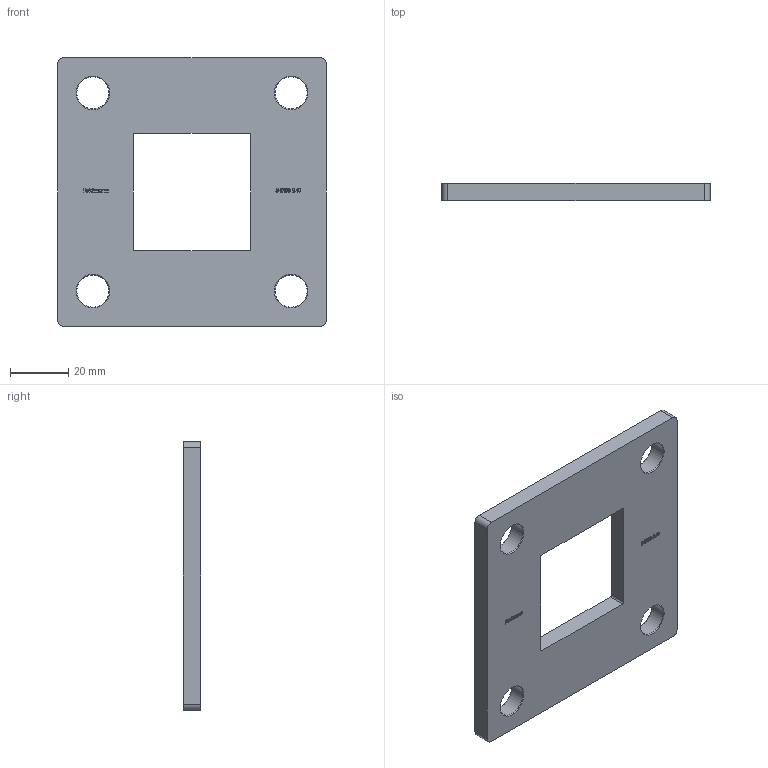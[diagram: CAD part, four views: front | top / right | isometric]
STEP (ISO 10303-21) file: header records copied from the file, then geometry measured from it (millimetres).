
FILE_DESCRIPTION (( 'STEP AP203' ), '1' );
FILE_NAME ('54208-240.step', '2024-04-30T09:57:35', ( '' ), ( '' ), 'SwSTEP 2.0', 'SolidWorks 2018', '' );
FILE_SCHEMA (( 'CONFIG_CONTROL_DESIGN' ));
Length unit declared in the file: millimetre
Products named in the file (1): 54208-240
Bounding box: 92 x 6 x 92 mm (x, y, z)
Volume: 38778.3 mm3; surface area: 16875.7 mm2
Topology: 1 solids, 1 shells, 261 faces, 691 edges, 458 vertices
Faces by surface type: plane 138, bspline 103, cylinder 12, cone 8
Full cylindrical faces by diameter (mm): 11 x4
Entity records: 13856 total; most frequent: CARTESIAN_POINT 8006, ORIENTED_EDGE 1358, DIRECTION 823, EDGE_CURVE 679, VERTEX_POINT 458, LINE 441, VECTOR 441, EDGE_LOOP 309
